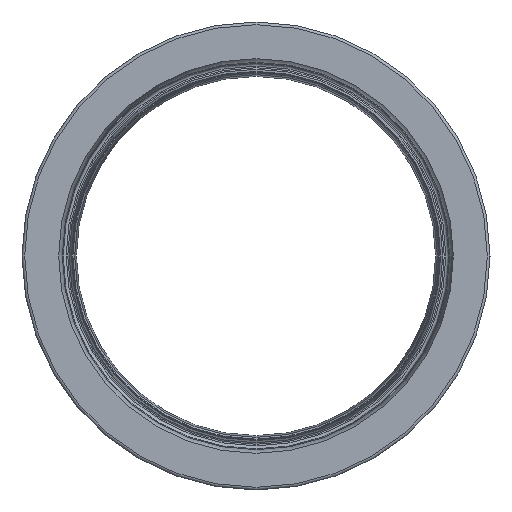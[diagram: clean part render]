
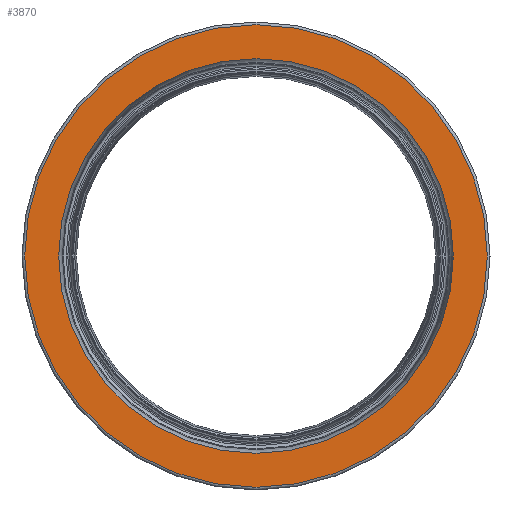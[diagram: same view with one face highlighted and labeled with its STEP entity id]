
A CAD part, left-side view. The second image highlights one B-rep face of the part: STEP entity #3870.
In plain terms, the highlighted planar face has unit normal (-1, 0, 0).
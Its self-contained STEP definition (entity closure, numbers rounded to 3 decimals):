
#350=FACE_BOUND('',#652,.T.);
#358=PLANE('',#4241);
#420=FACE_OUTER_BOUND('',#651,.T.);
#651=EDGE_LOOP('',(#2718));
#652=EDGE_LOOP('',(#2719));
#941=CIRCLE('',#4239,128.151);
#943=CIRCLE('',#4242,150.197);
#1449=VERTEX_POINT('',#6751);
#1450=VERTEX_POINT('',#6755);
#1926=EDGE_CURVE('',#1449,#1449,#941,.T.);
#1928=EDGE_CURVE('',#1450,#1450,#943,.T.);
#2718=ORIENTED_EDGE('',*,*,#1928,.F.);
#2719=ORIENTED_EDGE('',*,*,#1926,.T.);
#3870=ADVANCED_FACE('',(#420,#350),#358,.T.);
#4239=AXIS2_PLACEMENT_3D('',#6752,#5207,#5208);
#4241=AXIS2_PLACEMENT_3D('',#6754,#5211,#5212);
#4242=AXIS2_PLACEMENT_3D('',#6756,#5213,#5214);
#5207=DIRECTION('center_axis',(1.,0.,0.));
#5208=DIRECTION('ref_axis',(0.,0.,-1.));
#5211=DIRECTION('center_axis',(-1.,0.,0.));
#5212=DIRECTION('ref_axis',(0.,0.,1.));
#5213=DIRECTION('center_axis',(1.,0.,0.));
#5214=DIRECTION('ref_axis',(0.,0.,-1.));
#6751=CARTESIAN_POINT('',(0.,0.,128.151));
#6752=CARTESIAN_POINT('Origin',(0.,0.,
0.));
#6754=CARTESIAN_POINT('Origin',(0.,150.197,0.));
#6755=CARTESIAN_POINT('',(0.,0.,150.197));
#6756=CARTESIAN_POINT('Origin',(0.,0.,
0.));
